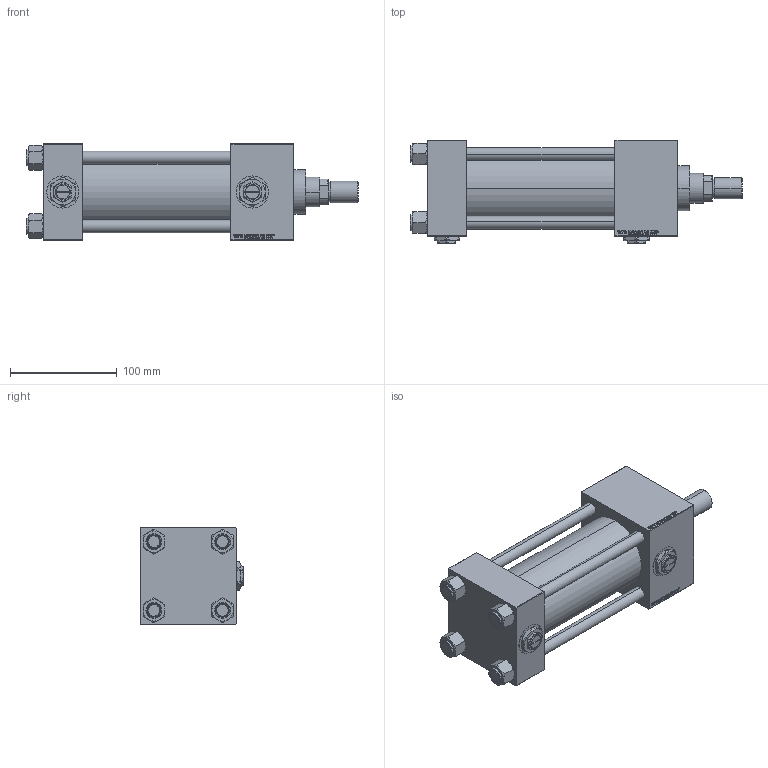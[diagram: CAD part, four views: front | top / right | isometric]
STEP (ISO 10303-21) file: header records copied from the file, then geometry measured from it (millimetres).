
FILE_DESCRIPTION (( 'STEP AP203' ), '1' );
FILE_NAME ('2296.STEP', '2022-04-16T03:21:50', ( '' ), ( '' ), 'SwSTEP 2.0', 'SolidWorks 2019', '' );
FILE_SCHEMA (( 'CONFIG_CONTROL_DESIGN' ));
Length unit declared in the file: millimetre
Products named in the file (8): NUT_M5_C dcd9b19e524da4c9dad50481b5b945ad; V215CR_C_TYCINKA dcd9b19e524da4c9dad50481b5b945ad; V215CR_C_Body dcd9b19e524da4c9dad50481b5b945ad; V215CR_VCP_C dcd9b19e524da4c9dad50481b5b945ad; 2296; Zatka_pro_OIL_PORT dcd9b19e524da4c9dad50481b5b945ad; V215_VC_A dcd9b19e524da4c9dad50481b5b945ad; ROD_END_AH dcd9b19e524da4c9dad50481b5b945ad
Assembly tree (14 placements, depth 2):
  2296
    V215CR_C_Body dcd9b19e524da4c9dad50481b5b945ad
    V215CR_VCP_C dcd9b19e524da4c9dad50481b5b945ad
    NUT_M5_C dcd9b19e524da4c9dad50481b5b945ad  x4
    V215CR_C_TYCINKA dcd9b19e524da4c9dad50481b5b945ad  x4
    V215_VC_A dcd9b19e524da4c9dad50481b5b945ad
    ROD_END_AH dcd9b19e524da4c9dad50481b5b945ad
    Zatka_pro_OIL_PORT dcd9b19e524da4c9dad50481b5b945ad  x2
Bounding box: 311 x 97 x 90 mm (x, y, z)
Volume: 1083714.2 mm3; surface area: 238819.6 mm2
Topology: 14 solids, 14 shells, 1270 faces, 3148 edges, 2031 vertices
Faces by surface type: plane 580, bspline 392, cone 182, cylinder 106, torus 10
Entity records: 52924 total; most frequent: CARTESIAN_POINT 27837, ORIENTED_EDGE 5596, DIRECTION 3668, EDGE_CURVE 2798, VERTEX_POINT 1829, VECTOR 1652, LINE 1652, EDGE_LOOP 1247
